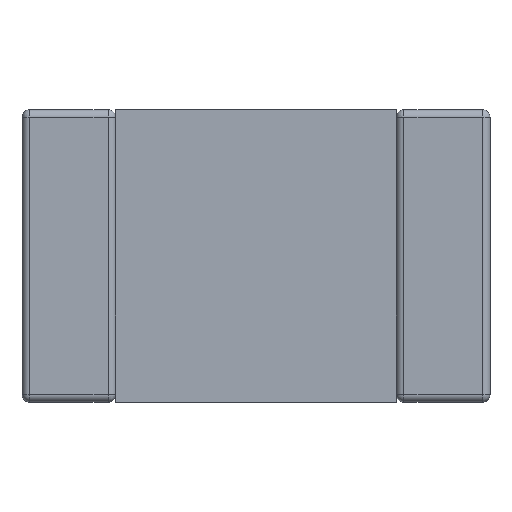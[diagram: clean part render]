
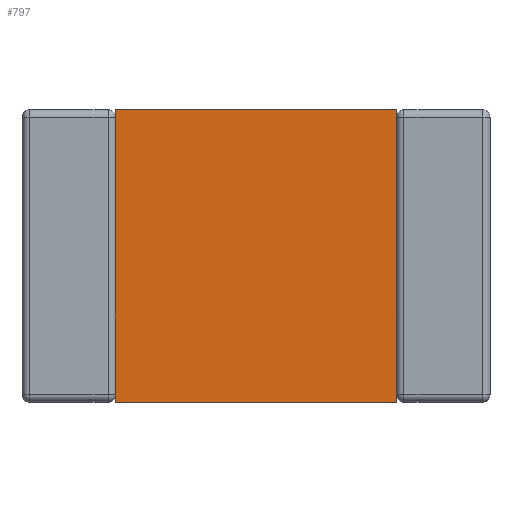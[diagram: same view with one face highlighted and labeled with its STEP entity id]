
A CAD part, top view. The second image highlights one B-rep face of the part: STEP entity #797.
In plain terms, the highlighted planar face has unit normal (0, 0, 1).
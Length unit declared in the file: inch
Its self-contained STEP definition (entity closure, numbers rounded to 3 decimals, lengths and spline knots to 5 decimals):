
#35=PLANE('',#919);
#87=LINE('',#1399,#147);
#90=LINE('',#1405,#150);
#93=LINE('',#1411,#153);
#96=LINE('',#1415,#156);
#147=VECTOR('',#1175,0.3937);
#150=VECTOR('',#1180,0.3937);
#153=VECTOR('',#1185,0.3937);
#156=VECTOR('',#1190,0.3937);
#237=FACE_OUTER_BOUND('',#295,.T.);
#295=EDGE_LOOP('',(#717,#718,#719,#720));
#395=VERTEX_POINT('',#1396);
#396=VERTEX_POINT('',#1398);
#398=VERTEX_POINT('',#1404);
#400=VERTEX_POINT('',#1410);
#499=EDGE_CURVE('',#396,#395,#87,.T.);
#502=EDGE_CURVE('',#398,#396,#90,.T.);
#505=EDGE_CURVE('',#400,#398,#93,.T.);
#508=EDGE_CURVE('',#395,#400,#96,.T.);
#717=ORIENTED_EDGE('',*,*,#508,.T.);
#718=ORIENTED_EDGE('',*,*,#505,.T.);
#719=ORIENTED_EDGE('',*,*,#502,.T.);
#720=ORIENTED_EDGE('',*,*,#499,.T.);
#797=ADVANCED_FACE('',(#237),#35,.T.);
#919=AXIS2_PLACEMENT_3D('',#1416,#1191,#1192);
#1175=DIRECTION('',(0.,1.,0.));
#1180=DIRECTION('',(1.,0.,0.));
#1185=DIRECTION('',(0.,-1.,0.));
#1190=DIRECTION('',(-1.,0.,0.));
#1191=DIRECTION('center_axis',(0.,0.,1.));
#1192=DIRECTION('ref_axis',(1.,0.,0.));
#1396=CARTESIAN_POINT('',(0.024,0.025,0.02));
#1398=CARTESIAN_POINT('',(0.024,-0.025,0.02));
#1399=CARTESIAN_POINT('',(0.024,0.025,0.02));
#1404=CARTESIAN_POINT('',(-0.024,-0.025,0.02));
#1405=CARTESIAN_POINT('',(-0.04,-0.025,0.02));
#1410=CARTESIAN_POINT('',(-0.024,0.025,0.02));
#1411=CARTESIAN_POINT('',(-0.024,0.025,0.02));
#1415=CARTESIAN_POINT('',(0.04,0.025,0.02));
#1416=CARTESIAN_POINT('Origin',(0.,0.,0.02));
